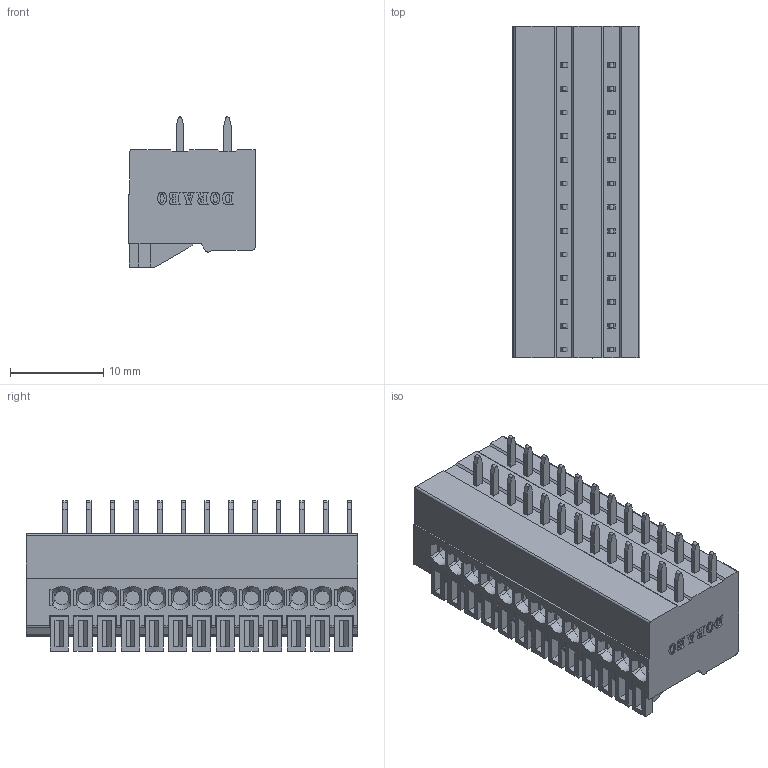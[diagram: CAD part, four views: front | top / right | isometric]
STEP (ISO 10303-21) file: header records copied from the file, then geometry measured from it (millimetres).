
FILE_DESCRIPTION((''),'2;1');
FILE_NAME('DB141R-254-1P','2023-07-05T',('86134'),(''),'PRO/ENGINEER BY PARAMETRIC TECHNOLOGY CORPORATION, 2010280','PRO/ENGINEER BY PARAMETRIC TECHNOLOGY CORPORATION, 2010280','');
FILE_SCHEMA(('CONFIG_CONTROL_DESIGN'));
Length unit declared in the file: millimetre
Products named in the file (1): DB141R-254-1P
Bounding box: 13.7 x 35.56 x 16.1 mm (x, y, z)
Volume: 4854.5 mm3; surface area: 3651 mm2
Topology: 1 solids, 73 shells, 1892 faces, 4936 edges, 3256 vertices
Faces by surface type: plane 1443, cylinder 312, extrusion 104, cone 29, bspline 4
Entity records: 60009 total; most frequent: CARTESIAN_POINT 12935, ORIENTED_EDGE 9872, DIRECTION 9138, EDGE_CURVE 4936, VECTOR 4082, LINE 3978, VERTEX_POINT 3256, AXIS2_PLACEMENT_3D 2528
